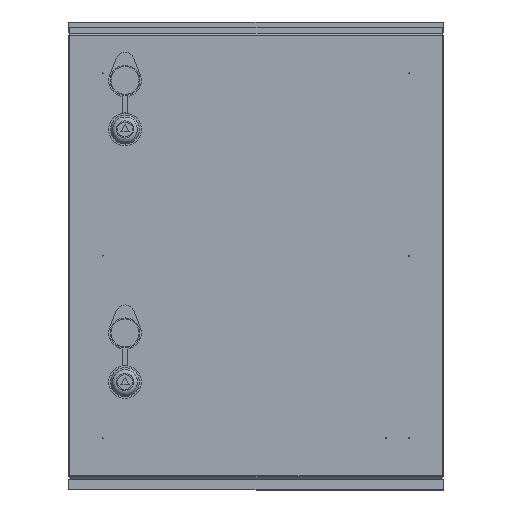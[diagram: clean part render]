
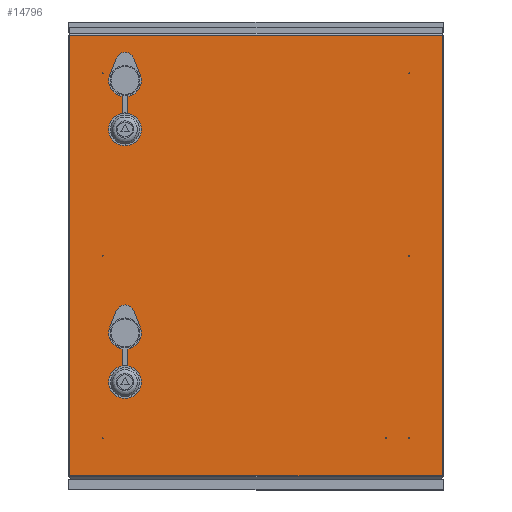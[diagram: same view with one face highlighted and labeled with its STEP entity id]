
A CAD part, top view. The second image highlights one B-rep face of the part: STEP entity #14796.
In plain terms, the highlighted planar face has unit normal (0, 0, 1).
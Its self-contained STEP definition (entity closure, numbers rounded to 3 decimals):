
#161 = VERTEX_POINT ( 'NONE', #26906 ) ;
#162 = CARTESIAN_POINT ( 'NONE',  ( 163.466, 0., 112.9 ) ) ;
#168 = DIRECTION ( 'NONE',  ( 0., 0., 1. ) ) ;
#291 = DIRECTION ( 'NONE',  ( -1., 0., 0. ) ) ;
#357 = CARTESIAN_POINT ( 'NONE',  ( 138.466, -195., 112.9 ) ) ;
#906 = AXIS2_PLACEMENT_3D ( 'NONE', #29167, #2216, #33713 ) ;
#1098 = DIRECTION ( 'NONE',  ( 0., 0., 1. ) ) ;
#2176 = DIRECTION ( 'NONE',  ( 1., 0., 0. ) ) ;
#2216 = DIRECTION ( 'NONE',  ( 0., 0., 1. ) ) ;
#2492 = EDGE_LOOP ( 'NONE', ( #35871 ) ) ;
#2530 = VECTOR ( 'NONE', #3810, 1000. ) ;
#3190 = DIRECTION ( 'NONE',  ( 0., 0., 1. ) ) ;
#3756 = EDGE_LOOP ( 'NONE', ( #4607, #47981, #37373, #36673 ) ) ;
#3810 = DIRECTION ( 'NONE',  ( 0., 1., 0. ) ) ;
#4607 = ORIENTED_EDGE ( 'NONE', *, *, #30835, .F. ) ;
#5068 = EDGE_LOOP ( 'NONE', ( #7440 ) ) ;
#5097 = LINE ( 'NONE', #33673, #42741 ) ;
#5286 = LINE ( 'NONE', #30815, #2530 ) ;
#5882 = EDGE_LOOP ( 'NONE', ( #10290 ) ) ;
#6019 = EDGE_LOOP ( 'NONE', ( #34228 ) ) ;
#6178 = VERTEX_POINT ( 'NONE', #12725 ) ;
#6261 = DIRECTION ( 'NONE',  ( 0., 0., 1. ) ) ;
#6413 = CIRCLE ( 'NONE', #6779, 0.5 ) ;
#6480 = DIRECTION ( 'NONE',  ( -1., 0., 0. ) ) ;
#6779 = AXIS2_PLACEMENT_3D ( 'NONE', #11668, #43033, #16185 ) ;
#7009 = CARTESIAN_POINT ( 'NONE',  ( 138.966, -195., 112.9 ) ) ;
#7223 = EDGE_LOOP ( 'NONE', ( #25060 ) ) ;
#7440 = ORIENTED_EDGE ( 'NONE', *, *, #31905, .F. ) ;
#7459 = EDGE_LOOP ( 'NONE', ( #39807 ) ) ;
#7869 = VERTEX_POINT ( 'NONE', #162 ) ;
#8081 = EDGE_LOOP ( 'NONE', ( #34281 ) ) ;
#8843 = PLANE ( 'NONE',  #36228 ) ;
#9411 = CARTESIAN_POINT ( 'NONE',  ( -140.034, 152.5, 112.9 ) ) ;
#9451 = AXIS2_PLACEMENT_3D ( 'NONE', #7009, #38461, #11553 ) ;
#9692 = AXIS2_PLACEMENT_3D ( 'NONE', #53781, #27237, #291 ) ;
#10290 = ORIENTED_EDGE ( 'NONE', *, *, #32412, .F. ) ;
#10776 = CARTESIAN_POINT ( 'NONE',  ( 198.966, -235., 112.9 ) ) ;
#11553 = DIRECTION ( 'NONE',  ( -1., 0., 0. ) ) ;
#11668 = CARTESIAN_POINT ( 'NONE',  ( 163.966, 0., 112.9 ) ) ;
#12422 = CIRCLE ( 'NONE', #42481, 0.5 ) ;
#12678 = CARTESIAN_POINT ( 'NONE',  ( 198.966, 0., 112.9 ) ) ;
#12725 = CARTESIAN_POINT ( 'NONE',  ( -199.034, -235., 112.9 ) ) ;
#13196 = EDGE_LOOP ( 'NONE', ( #53554 ) ) ;
#13566 = CARTESIAN_POINT ( 'NONE',  ( 163.466, -195., 112.9 ) ) ;
#13761 = CARTESIAN_POINT ( 'NONE',  ( 163.466, 195., 112.9 ) ) ;
#14773 = EDGE_LOOP ( 'NONE', ( #19489 ) ) ;
#14796 = ADVANCED_FACE ( 'NONE', ( #45966, #41029, #44129, #45696, #46233, #46414, #46886, #46979, #47109, #47612 ), #8843, .F. ) ;
#16185 = DIRECTION ( 'NONE',  ( -1., 0., 0. ) ) ;
#16919 = CARTESIAN_POINT ( 'NONE',  ( 163.966, -195., 112.9 ) ) ;
#17877 = CARTESIAN_POINT ( 'NONE',  ( -164.534, 0., 112.9 ) ) ;
#17895 = DIRECTION ( 'NONE',  ( -1., 0., 0. ) ) ;
#19489 = ORIENTED_EDGE ( 'NONE', *, *, #34199, .F. ) ;
#19935 = CARTESIAN_POINT ( 'NONE',  ( -199.034, 235., 112.9 ) ) ;
#20926 = VERTEX_POINT ( 'NONE', #19935 ) ;
#21097 = VERTEX_POINT ( 'NONE', #10776 ) ;
#21399 = DIRECTION ( 'NONE',  ( -1., 0., 0. ) ) ;
#21512 = CIRCLE ( 'NONE', #53081, 0.5 ) ;
#21811 = CARTESIAN_POINT ( 'NONE',  ( 198.966, 235., 112.9 ) ) ;
#22111 = VERTEX_POINT ( 'NONE', #21811 ) ;
#25060 = ORIENTED_EDGE ( 'NONE', *, *, #33102, .F. ) ;
#25866 = CIRCLE ( 'NONE', #906, 17.5 ) ;
#26131 = CARTESIAN_POINT ( 'NONE',  ( -140.034, -117.5, 112.9 ) ) ;
#26218 = DIRECTION ( 'NONE',  ( 0., -1., 0. ) ) ;
#26724 = CARTESIAN_POINT ( 'NONE',  ( -0.034, 0., 112.9 ) ) ;
#26905 = VERTEX_POINT ( 'NONE', #57699 ) ;
#26906 = CARTESIAN_POINT ( 'NONE',  ( -164.534, -195., 112.9 ) ) ;
#27111 = CARTESIAN_POINT ( 'NONE',  ( 163.966, 195., 112.9 ) ) ;
#27237 = DIRECTION ( 'NONE',  ( 0., 0., 1. ) ) ;
#27584 = VERTEX_POINT ( 'NONE', #357 ) ;
#28028 = CARTESIAN_POINT ( 'NONE',  ( -164.034, 0., 112.9 ) ) ;
#28513 = EDGE_CURVE ( 'NONE', #38193, #38193, #25866, .T. ) ;
#28694 = EDGE_CURVE ( 'NONE', #20926, #22111, #5097, .T. ) ;
#29167 = CARTESIAN_POINT ( 'NONE',  ( -140.034, -135., 112.9 ) ) ;
#30139 = AXIS2_PLACEMENT_3D ( 'NONE', #16919, #48093, #21399 ) ;
#30176 = CARTESIAN_POINT ( 'NONE',  ( -164.034, -195., 112.9 ) ) ;
#30216 = EDGE_CURVE ( 'NONE', #22111, #21097, #37888, .T. ) ;
#30815 = CARTESIAN_POINT ( 'NONE',  ( -199.034, 0., 112.9 ) ) ;
#30835 = EDGE_CURVE ( 'NONE', #21097, #6178, #42665, .T. ) ;
#31690 = DIRECTION ( 'NONE',  ( -1., 0., 0. ) ) ;
#31719 = EDGE_CURVE ( 'NONE', #6178, #20926, #5286, .T. ) ;
#31795 = CIRCLE ( 'NONE', #47614, 0.5 ) ;
#31905 = EDGE_CURVE ( 'NONE', #26905, #26905, #44660, .T. ) ;
#32412 = EDGE_CURVE ( 'NONE', #47762, #47762, #12422, .T. ) ;
#32599 = DIRECTION ( 'NONE',  ( -1., 0., 0. ) ) ;
#32756 = EDGE_CURVE ( 'NONE', #161, #161, #21512, .T. ) ;
#33102 = EDGE_CURVE ( 'NONE', #33286, #33286, #36820, .T. ) ;
#33241 = CARTESIAN_POINT ( 'NONE',  ( -140.034, 135., 112.9 ) ) ;
#33286 = VERTEX_POINT ( 'NONE', #13566 ) ;
#33533 = EDGE_CURVE ( 'NONE', #7869, #7869, #6413, .T. ) ;
#33673 = CARTESIAN_POINT ( 'NONE',  ( -0.034, 235., 112.9 ) ) ;
#33713 = DIRECTION ( 'NONE',  ( 0., 1., 0. ) ) ;
#33949 = EDGE_CURVE ( 'NONE', #52538, #52538, #31795, .T. ) ;
#34199 = EDGE_CURVE ( 'NONE', #27584, #27584, #36648, .T. ) ;
#34228 = ORIENTED_EDGE ( 'NONE', *, *, #32756, .F. ) ;
#34281 = ORIENTED_EDGE ( 'NONE', *, *, #33949, .F. ) ;
#34689 = DIRECTION ( 'NONE',  ( -1., 0., 0. ) ) ;
#34696 = EDGE_CURVE ( 'NONE', #38145, #38145, #49413, .T. ) ;
#35172 = VECTOR ( 'NONE', #6480, 1000. ) ;
#35871 = ORIENTED_EDGE ( 'NONE', *, *, #28513, .F. ) ;
#36228 = AXIS2_PLACEMENT_3D ( 'NONE', #26724, #44676, #17895 ) ;
#36648 = CIRCLE ( 'NONE', #9451, 0.5 ) ;
#36673 = ORIENTED_EDGE ( 'NONE', *, *, #31719, .F. ) ;
#36820 = CIRCLE ( 'NONE', #30139, 0.5 ) ;
#37373 = ORIENTED_EDGE ( 'NONE', *, *, #28694, .F. ) ;
#37737 = DIRECTION ( 'NONE',  ( 0., 1., 0. ) ) ;
#37888 = LINE ( 'NONE', #12678, #38535 ) ;
#38145 = VERTEX_POINT ( 'NONE', #9411 ) ;
#38193 = VERTEX_POINT ( 'NONE', #26131 ) ;
#38461 = DIRECTION ( 'NONE',  ( 0., 0., 1. ) ) ;
#38535 = VECTOR ( 'NONE', #26218, 1000. ) ;
#39807 = ORIENTED_EDGE ( 'NONE', *, *, #33533, .F. ) ;
#41029 = FACE_BOUND ( 'NONE', #14773, .T. ) ;
#41833 = CARTESIAN_POINT ( 'NONE',  ( -0.034, -235., 112.9 ) ) ;
#42481 = AXIS2_PLACEMENT_3D ( 'NONE', #28028, #1098, #32599 ) ;
#42665 = LINE ( 'NONE', #41833, #35172 ) ;
#42741 = VECTOR ( 'NONE', #2176, 1000. ) ;
#43033 = DIRECTION ( 'NONE',  ( 0., 0., 1. ) ) ;
#44129 = FACE_BOUND ( 'NONE', #8081, .T. ) ;
#44660 = CIRCLE ( 'NONE', #9692, 0.5 ) ;
#44676 = DIRECTION ( 'NONE',  ( 0., 0., -1. ) ) ;
#45696 = FACE_BOUND ( 'NONE', #7459, .T. ) ;
#45966 = FACE_BOUND ( 'NONE', #13196, .T. ) ;
#46233 = FACE_BOUND ( 'NONE', #7223, .T. ) ;
#46414 = FACE_BOUND ( 'NONE', #6019, .T. ) ;
#46886 = FACE_BOUND ( 'NONE', #5882, .T. ) ;
#46979 = FACE_BOUND ( 'NONE', #5068, .T. ) ;
#47109 = FACE_OUTER_BOUND ( 'NONE', #3756, .T. ) ;
#47612 = FACE_BOUND ( 'NONE', #2492, .T. ) ;
#47614 = AXIS2_PLACEMENT_3D ( 'NONE', #27111, #168, #31690 ) ;
#47762 = VERTEX_POINT ( 'NONE', #17877 ) ;
#47981 = ORIENTED_EDGE ( 'NONE', *, *, #30216, .F. ) ;
#48093 = DIRECTION ( 'NONE',  ( 0., 0., 1. ) ) ;
#49413 = CIRCLE ( 'NONE', #53163, 17.5 ) ;
#52538 = VERTEX_POINT ( 'NONE', #13761 ) ;
#53081 = AXIS2_PLACEMENT_3D ( 'NONE', #30176, #3190, #34689 ) ;
#53163 = AXIS2_PLACEMENT_3D ( 'NONE', #33241, #6261, #37737 ) ;
#53554 = ORIENTED_EDGE ( 'NONE', *, *, #34696, .F. ) ;
#53781 = CARTESIAN_POINT ( 'NONE',  ( -164.034, 195., 112.9 ) ) ;
#57699 = CARTESIAN_POINT ( 'NONE',  ( -164.534, 195., 112.9 ) ) ;
